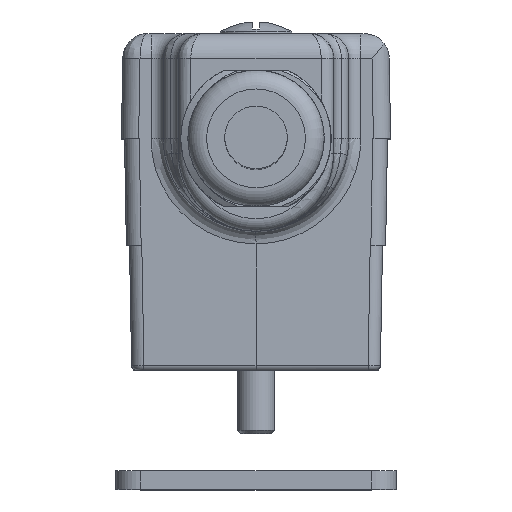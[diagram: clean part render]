
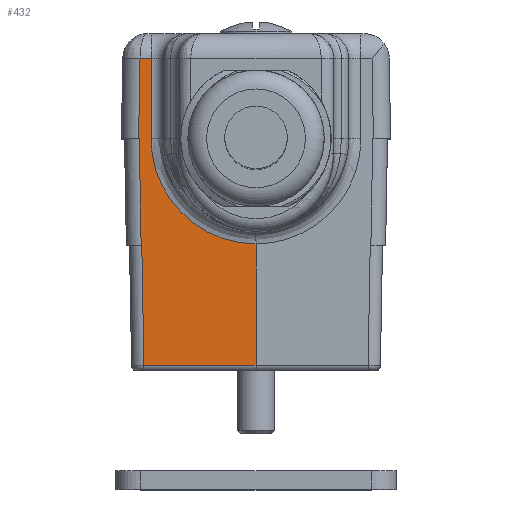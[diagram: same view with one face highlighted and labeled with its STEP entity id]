
A CAD part, top view. The second image highlights one B-rep face of the part: STEP entity #432.
In plain terms, the highlighted planar face has unit normal (-0.018, 0, 1).
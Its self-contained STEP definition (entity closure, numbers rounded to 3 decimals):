
#102=ELLIPSE('',#5866,8.401,8.4);
#227=PLANE('',#5916);
#432=ADVANCED_FACE('',(#881),#227,.T.);
#881=FACE_OUTER_BOUND('',#1202,.T.);
#1202=EDGE_LOOP('',(#2937,#2938,#2939,#2940,#2941,#2942,#2943,#2944,#2945,
#2946));
#1680=LINE('',#8732,#2095);
#1699=LINE('',#9143,#2114);
#1705=LINE('',#9280,#2120);
#1712=LINE('',#9345,#2127);
#1727=LINE('',#9403,#2142);
#1731=LINE('',#9413,#2146);
#1746=LINE('',#9459,#2161);
#1747=LINE('',#9460,#2162);
#1748=LINE('',#9461,#2163);
#2095=VECTOR('',#6421,1.);
#2114=VECTOR('',#6522,1.);
#2120=VECTOR('',#6544,1.);
#2127=VECTOR('',#6567,1.);
#2142=VECTOR('',#6620,1.);
#2146=VECTOR('',#6630,1.);
#2161=VECTOR('',#6673,1.);
#2162=VECTOR('',#6674,1.);
#2163=VECTOR('',#6675,1.);
#2937=ORIENTED_EDGE('',*,*,#4951,.T.);
#2938=ORIENTED_EDGE('',*,*,#4884,.T.);
#2939=ORIENTED_EDGE('',*,*,#4988,.T.);
#2940=ORIENTED_EDGE('',*,*,#5042,.T.);
#2941=ORIENTED_EDGE('',*,*,#5015,.T.);
#2942=ORIENTED_EDGE('',*,*,#5043,.F.);
#2943=ORIENTED_EDGE('',*,*,#5020,.T.);
#2944=ORIENTED_EDGE('',*,*,#4970,.T.);
#2945=ORIENTED_EDGE('',*,*,#5044,.T.);
#2946=ORIENTED_EDGE('',*,*,#4954,.T.);
#4306=VERTEX_POINT('',#8724);
#4308=VERTEX_POINT('',#8733);
#4344=VERTEX_POINT('',#9144);
#4346=VERTEX_POINT('',#9153);
#4351=VERTEX_POINT('',#9259);
#4355=VERTEX_POINT('',#9277);
#4367=VERTEX_POINT('',#9346);
#4388=VERTEX_POINT('',#9398);
#4390=VERTEX_POINT('',#9402);
#4394=VERTEX_POINT('',#9414);
#4884=EDGE_CURVE('',#4308,#4306,#1680,.T.);
#4951=EDGE_CURVE('',#4344,#4308,#1699,.T.);
#4954=EDGE_CURVE('',#4346,#4344,#102,.T.);
#4970=EDGE_CURVE('',#4355,#4351,#1705,.T.);
#4988=EDGE_CURVE('',#4306,#4367,#1712,.T.);
#5015=EDGE_CURVE('',#4388,#4390,#1727,.T.);
#5020=EDGE_CURVE('',#4394,#4355,#1731,.T.);
#5042=EDGE_CURVE('',#4367,#4388,#1746,.T.);
#5043=EDGE_CURVE('',#4394,#4390,#1747,.T.);
#5044=EDGE_CURVE('',#4351,#4346,#1748,.T.);
#5866=AXIS2_PLACEMENT_3D('',#9152,#6527,#6528);
#5916=AXIS2_PLACEMENT_3D('',#9462,#6676,#6677);
#6421=DIRECTION('',(-1.,0.,-0.017));
#6522=DIRECTION('',(0.,1.,0.));
#6527=DIRECTION('',(0.017,0.,-1.));
#6528=DIRECTION('',(-1.,0.,-0.017));
#6544=DIRECTION('',(1.,0.,0.017));
#6567=DIRECTION('',(-0.017,-1.,0.));
#6620=DIRECTION('',(0.017,-1.,0.));
#6630=DIRECTION('',(0.017,-1.,0.));
#6673=DIRECTION('',(1.,0.,0.017));
#6674=DIRECTION('',(-1.,0.,-0.017));
#6675=DIRECTION('',(0.,1.,0.));
#6676=DIRECTION('',(-0.017,0.,1.));
#6677=DIRECTION('',(1.,0.,0.017));
#8724=CARTESIAN_POINT('',(-9.263,6.4,-5.548));
#8732=CARTESIAN_POINT('',(-10.75,6.4,-5.574));
#8733=CARTESIAN_POINT('',(-8.383,6.4,-5.532));
#9143=CARTESIAN_POINT('',(-8.383,-18.5,-5.532));
#9144=CARTESIAN_POINT('',(-8.383,0.,-5.532));
#9152=CARTESIAN_POINT('',(0.017,0.,-5.386));
#9153=CARTESIAN_POINT('',(0.,-8.4,-5.386));
#9259=CARTESIAN_POINT('',(0.,-18.1,-5.386));
#9277=CARTESIAN_POINT('',(-8.951,-18.1,-5.542));
#9280=CARTESIAN_POINT('',(-10.75,-18.1,-5.574));
#9345=CARTESIAN_POINT('',(-9.375,-0.024,-5.55));
#9346=CARTESIAN_POINT('',(-9.374,0.,-5.55));
#9398=CARTESIAN_POINT('',(-9.321,0.,-5.549));
#9402=CARTESIAN_POINT('',(-9.172,-8.5,-5.546));
#9403=CARTESIAN_POINT('',(-9.173,-8.479,-5.546));
#9413=CARTESIAN_POINT('',(-8.945,-18.483,-5.542));
#9414=CARTESIAN_POINT('',(-9.119,-8.5,-5.545));
#9459=CARTESIAN_POINT('',(-10.498,0.,-5.569));
#9460=CARTESIAN_POINT('',(-10.75,-8.5,-5.574));
#9461=CARTESIAN_POINT('',(0.,-18.5,-5.386));
#9462=CARTESIAN_POINT('',(-10.75,-18.5,-5.574));
